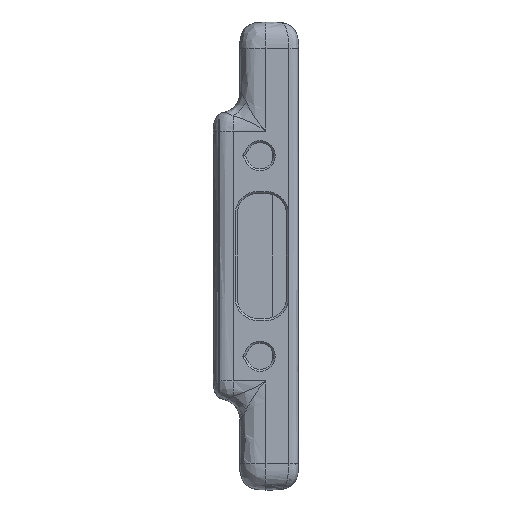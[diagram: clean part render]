
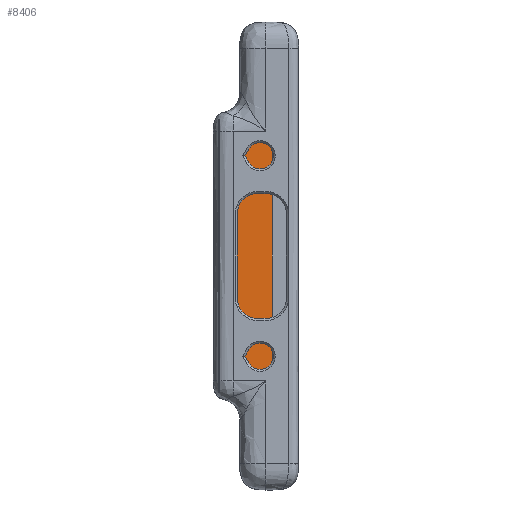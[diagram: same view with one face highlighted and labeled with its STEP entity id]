
A CAD part, left-side view. The second image highlights one B-rep face of the part: STEP entity #8406.
In plain terms, the highlighted planar face has unit normal (-1, 0, 0).
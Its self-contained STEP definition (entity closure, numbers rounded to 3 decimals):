
#4 = EDGE_CURVE ( 'NONE', #11386, #10800, #6629, .T. ) ;
#1126 = CARTESIAN_POINT ( 'NONE',  ( 29., 4.838, -9.85 ) ) ;
#1191 = CARTESIAN_POINT ( 'NONE',  ( 29., 2.02, 9.85 ) ) ;
#1522 = CARTESIAN_POINT ( 'NONE',  ( 29., 7.344, -7.344 ) ) ;
#2213 = CARTESIAN_POINT ( 'NONE',  ( 29., 5.88, 0. ) ) ;
#2420 = CARTESIAN_POINT ( 'NONE',  ( 29., 0., 0. ) ) ;
#2570 = VECTOR ( 'NONE', #12186, 1000. ) ;
#2754 = VECTOR ( 'NONE', #8132, 1000. ) ;
#2772 = CARTESIAN_POINT ( 'NONE',  ( 29., 2.02, 0. ) ) ;
#3052 = DIRECTION ( 'NONE',  ( 0., -1., 0. ) ) ;
#4974 = VECTOR ( 'NONE', #16347, 1000. ) ;
#4976 = CARTESIAN_POINT ( 'NONE',  ( 29., 5.88, -8.808 ) ) ;
#5010 = AXIS2_PLACEMENT_3D ( 'NONE', #2420, #10909, #14603 ) ;
#6629 = LINE ( 'NONE', #1522, #19518 ) ;
#7326 = DIRECTION ( 'NONE',  ( 0., 0., 1. ) ) ;
#7415 = VECTOR ( 'NONE', #7326, 1000. ) ;
#7448 = EDGE_CURVE ( 'NONE', #21586, #14099, #16727, .T. ) ;
#8018 = ORIENTED_EDGE ( 'NONE', *, *, #10220, .F. ) ;
#8086 = ORIENTED_EDGE ( 'NONE', *, *, #7448, .T. ) ;
#8132 = DIRECTION ( 'NONE',  ( 0., 0., 1. ) ) ;
#8223 = LINE ( 'NONE', #18787, #2570 ) ;
#8406 = ADVANCED_FACE ( 'NONE', ( #14389 ), #18434, .F. ) ;
#8929 = LINE ( 'NONE', #14829, #4974 ) ;
#10220 = EDGE_CURVE ( 'NONE', #22501, #11506, #8929, .T. ) ;
#10800 = VERTEX_POINT ( 'NONE', #1126 ) ;
#10909 = DIRECTION ( 'NONE',  ( 1., 0., 0. ) ) ;
#11386 = VERTEX_POINT ( 'NONE', #4976 ) ;
#11506 = VERTEX_POINT ( 'NONE', #17870 ) ;
#11995 = LINE ( 'NONE', #19204, #20318 ) ;
#12186 = DIRECTION ( 'NONE',  ( 0., 1., 0. ) ) ;
#12281 = EDGE_LOOP ( 'NONE', ( #12380, #8086, #20905, #8018, #19603, #13966 ) ) ;
#12380 = ORIENTED_EDGE ( 'NONE', *, *, #15969, .T. ) ;
#12885 = LINE ( 'NONE', #2213, #7415 ) ;
#13966 = ORIENTED_EDGE ( 'NONE', *, *, #4, .T. ) ;
#14099 = VERTEX_POINT ( 'NONE', #1191 ) ;
#14389 = FACE_OUTER_BOUND ( 'NONE', #12281, .T. ) ;
#14603 = DIRECTION ( 'NONE',  ( 0., 0., -1. ) ) ;
#14829 = CARTESIAN_POINT ( 'NONE',  ( 29., 7.344, 7.344 ) ) ;
#15969 = EDGE_CURVE ( 'NONE', #10800, #21586, #11995, .T. ) ;
#16347 = DIRECTION ( 'NONE',  ( 0., -0.707, 0.707 ) ) ;
#16727 = LINE ( 'NONE', #2772, #2754 ) ;
#17185 = DIRECTION ( 'NONE',  ( 0., -0.707, -0.707 ) ) ;
#17220 = CARTESIAN_POINT ( 'NONE',  ( 29., 2.02, -9.85 ) ) ;
#17870 = CARTESIAN_POINT ( 'NONE',  ( 29., 4.838, 9.85 ) ) ;
#18434 = PLANE ( 'NONE',  #5010 ) ;
#18703 = EDGE_CURVE ( 'NONE', #14099, #11506, #8223, .T. ) ;
#18787 = CARTESIAN_POINT ( 'NONE',  ( 29., 0., 9.85 ) ) ;
#19204 = CARTESIAN_POINT ( 'NONE',  ( 29., 0., -9.85 ) ) ;
#19518 = VECTOR ( 'NONE', #17185, 1000. ) ;
#19569 = EDGE_CURVE ( 'NONE', #11386, #22501, #12885, .T. ) ;
#19603 = ORIENTED_EDGE ( 'NONE', *, *, #19569, .F. ) ;
#20318 = VECTOR ( 'NONE', #3052, 1000. ) ;
#20905 = ORIENTED_EDGE ( 'NONE', *, *, #18703, .T. ) ;
#21586 = VERTEX_POINT ( 'NONE', #17220 ) ;
#22501 = VERTEX_POINT ( 'NONE', #22642 ) ;
#22642 = CARTESIAN_POINT ( 'NONE',  ( 29., 5.88, 8.808 ) ) ;
